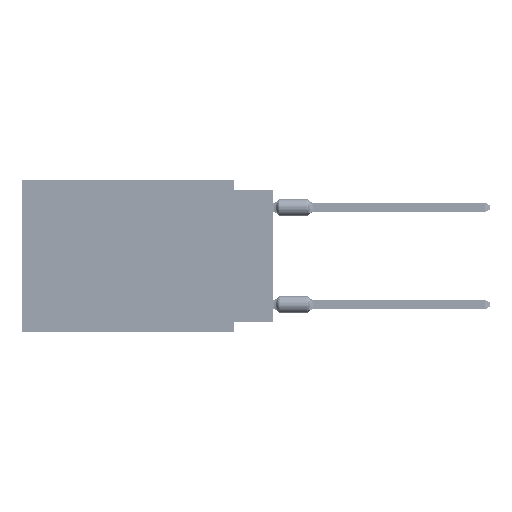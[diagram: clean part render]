
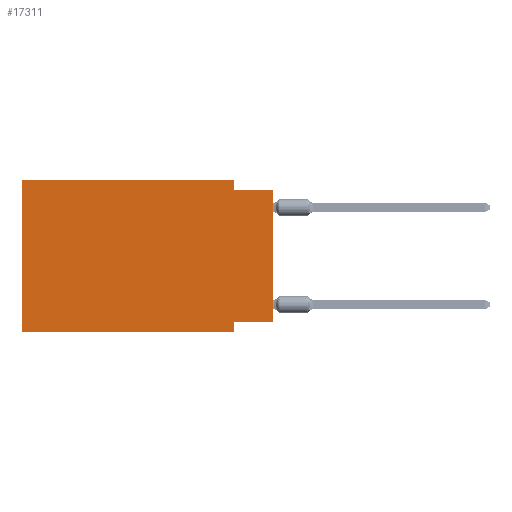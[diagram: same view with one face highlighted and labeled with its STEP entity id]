
A CAD part, left-side view. The second image highlights one B-rep face of the part: STEP entity #17311.
In plain terms, the highlighted planar face has unit normal (-1, 0, 0).
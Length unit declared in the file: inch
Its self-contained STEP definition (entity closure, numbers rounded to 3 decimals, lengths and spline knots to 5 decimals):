
#2895 = CARTESIAN_POINT ( 'NONE',  ( 0., 0.645, 0. ) ) ;
#2966 = CARTESIAN_POINT ( 'NONE',  ( 0., 0., -0.025 ) ) ;
#4615 = PLANE ( 'NONE',  #88800 ) ;
#7071 = CARTESIAN_POINT ( 'NONE',  ( 0., 0.645, 0. ) ) ;
#8825 = LINE ( 'NONE', #2895, #70909 ) ;
#8895 = LINE ( 'NONE', #2966, #64445 ) ;
#11889 = DIRECTION ( 'NONE',  ( 1., 0., 0. ) ) ;
#12545 = CARTESIAN_POINT ( 'NONE',  ( 0., 0.1, -0.39 ) ) ;
#14831 = EDGE_CURVE ( 'NONE', #69748, #42828, #60027, .T. ) ;
#17203 = DIRECTION ( 'NONE',  ( 0., 1., 0. ) ) ;
#17311 = ADVANCED_FACE ( 'NONE', ( #19179 ), #4615, .F. ) ;
#17658 = VECTOR ( 'NONE', #17203, 39.37008 ) ;
#18886 = VERTEX_POINT ( 'NONE', #87294 ) ;
#19179 = FACE_OUTER_BOUND ( 'NONE', #82958, .T. ) ;
#22539 = CARTESIAN_POINT ( 'NONE',  ( 0., 0., -0.365 ) ) ;
#24871 = LINE ( 'NONE', #88648, #32543 ) ;
#26749 = DIRECTION ( 'NONE',  ( 0., 0., 1. ) ) ;
#26788 = CARTESIAN_POINT ( 'NONE',  ( 0., 0.1, -0.39 ) ) ;
#26834 = ORIENTED_EDGE ( 'NONE', *, *, #32378, .T. ) ;
#30673 = DIRECTION ( 'NONE',  ( 0., 0., 1. ) ) ;
#31947 = CARTESIAN_POINT ( 'NONE',  ( 0., 0.645, 0. ) ) ;
#32378 = EDGE_CURVE ( 'NONE', #38869, #83947, #76256, .T. ) ;
#32386 = CARTESIAN_POINT ( 'NONE',  ( 0., 0.645, -0.39 ) ) ;
#32543 = VECTOR ( 'NONE', #67680, 39.37008 ) ;
#36273 = VECTOR ( 'NONE', #39887, 39.37008 ) ;
#36402 = EDGE_CURVE ( 'NONE', #55739, #42828, #8895, .T. ) ;
#38208 = EDGE_CURVE ( 'NONE', #18886, #50351, #49847, .T. ) ;
#38869 = VERTEX_POINT ( 'NONE', #32386 ) ;
#39847 = CARTESIAN_POINT ( 'NONE',  ( 0., 0.1, 0. ) ) ;
#39887 = DIRECTION ( 'NONE',  ( 0., 0., -1. ) ) ;
#41620 = CARTESIAN_POINT ( 'NONE',  ( 0., 0.645, -0.39 ) ) ;
#42828 = VERTEX_POINT ( 'NONE', #58006 ) ;
#46806 = CARTESIAN_POINT ( 'NONE',  ( 0., 0., 0. ) ) ;
#47714 = VECTOR ( 'NONE', #77224, 39.37008 ) ;
#49847 = LINE ( 'NONE', #7071, #47714 ) ;
#50351 = VERTEX_POINT ( 'NONE', #39847 ) ;
#54891 = LINE ( 'NONE', #12545, #36273 ) ;
#55739 = VERTEX_POINT ( 'NONE', #62755 ) ;
#55855 = ORIENTED_EDGE ( 'NONE', *, *, #74039, .F. ) ;
#57065 = EDGE_CURVE ( 'NONE', #70691, #83947, #54891, .T. ) ;
#57175 = DIRECTION ( 'NONE',  ( 0., -1., 0. ) ) ;
#58006 = CARTESIAN_POINT ( 'NONE',  ( 0., 0., -0.025 ) ) ;
#58201 = LINE ( 'NONE', #86008, #17658 ) ;
#58755 = CARTESIAN_POINT ( 'NONE',  ( 0., 0.1, -0.365 ) ) ;
#60027 = LINE ( 'NONE', #46806, #87069 ) ;
#60504 = ORIENTED_EDGE ( 'NONE', *, *, #36402, .F. ) ;
#62755 = CARTESIAN_POINT ( 'NONE',  ( 0., 0.1, -0.025 ) ) ;
#64445 = VECTOR ( 'NONE', #57175, 39.37008 ) ;
#66608 = ORIENTED_EDGE ( 'NONE', *, *, #81249, .F. ) ;
#67680 = DIRECTION ( 'NONE',  ( 0., 0., -1. ) ) ;
#68365 = DIRECTION ( 'NONE',  ( 0., 0., -1. ) ) ;
#69748 = VERTEX_POINT ( 'NONE', #22539 ) ;
#70691 = VERTEX_POINT ( 'NONE', #58755 ) ;
#70909 = VECTOR ( 'NONE', #30673, 39.37008 ) ;
#72279 = ORIENTED_EDGE ( 'NONE', *, *, #14831, .T. ) ;
#73018 = VECTOR ( 'NONE', #83531, 39.37008 ) ;
#74039 = EDGE_CURVE ( 'NONE', #69748, #70691, #58201, .T. ) ;
#74936 = ORIENTED_EDGE ( 'NONE', *, *, #38208, .F. ) ;
#76209 = ORIENTED_EDGE ( 'NONE', *, *, #88212, .F. ) ;
#76256 = LINE ( 'NONE', #41620, #73018 ) ;
#77224 = DIRECTION ( 'NONE',  ( 0., -1., 0. ) ) ;
#81249 = EDGE_CURVE ( 'NONE', #50351, #55739, #24871, .T. ) ;
#82958 = EDGE_LOOP ( 'NONE', ( #72279, #60504, #66608, #74936, #76209, #26834, #85702, #55855 ) ) ;
#83531 = DIRECTION ( 'NONE',  ( 0., -1., 0. ) ) ;
#83947 = VERTEX_POINT ( 'NONE', #26788 ) ;
#85702 = ORIENTED_EDGE ( 'NONE', *, *, #57065, .F. ) ;
#86008 = CARTESIAN_POINT ( 'NONE',  ( 0., 0., -0.365 ) ) ;
#87069 = VECTOR ( 'NONE', #26749, 39.37008 ) ;
#87294 = CARTESIAN_POINT ( 'NONE',  ( 0., 0.645, 0. ) ) ;
#88212 = EDGE_CURVE ( 'NONE', #38869, #18886, #8825, .T. ) ;
#88648 = CARTESIAN_POINT ( 'NONE',  ( 0., 0.1, 0. ) ) ;
#88800 = AXIS2_PLACEMENT_3D ( 'NONE', #31947, #11889, #68365 ) ;
